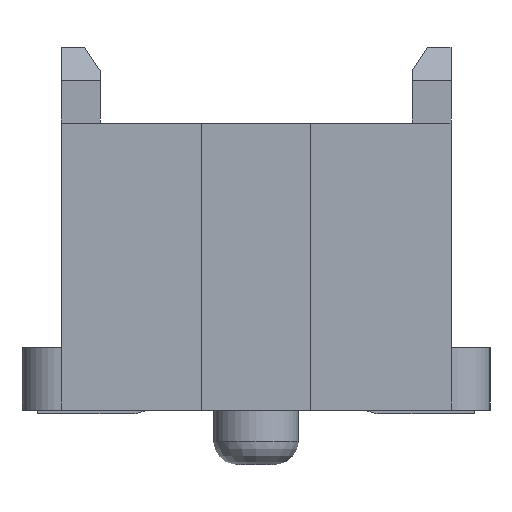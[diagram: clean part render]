
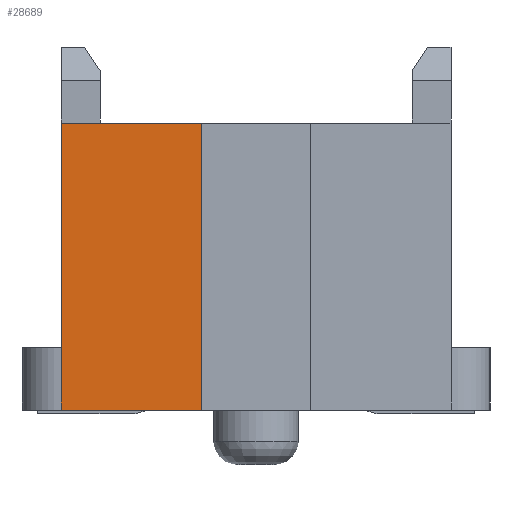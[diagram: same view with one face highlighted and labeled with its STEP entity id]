
A CAD part, left-side view. The second image highlights one B-rep face of the part: STEP entity #28689.
In plain terms, the highlighted planar face has unit normal (-1, 0, 0).
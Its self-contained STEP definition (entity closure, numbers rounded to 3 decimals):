
#28575 = EDGE_CURVE('',#28576,#28578,#28580,.T.);
#28576 = VERTEX_POINT('',#28577);
#28577 = CARTESIAN_POINT('',(-22.9,2.5,0.05));
#28578 = VERTEX_POINT('',#28579);
#28579 = CARTESIAN_POINT('',(-22.9,0.7,0.05));
#28580 = LINE('',#28581,#28582);
#28581 = CARTESIAN_POINT('',(-22.9,2.5,0.05));
#28582 = VECTOR('',#28583,1.);
#28583 = DIRECTION('',(-0.,-1.,-0.));
#28689 = ADVANCED_FACE('',(#28690),#28723,.T.);
#28690 = FACE_BOUND('',#28691,.F.);
#28691 = EDGE_LOOP('',(#28692,#28702,#28708,#28709,#28717));
#28692 = ORIENTED_EDGE('',*,*,#28693,.F.);
#28693 = EDGE_CURVE('',#28694,#28696,#28698,.T.);
#28694 = VERTEX_POINT('',#28695);
#28695 = CARTESIAN_POINT('',(-22.9,0.7,3.73));
#28696 = VERTEX_POINT('',#28697);
#28697 = CARTESIAN_POINT('',(-22.9,2.5,3.73));
#28698 = LINE('',#28699,#28700);
#28699 = CARTESIAN_POINT('',(-22.9,-2.5,3.73));
#28700 = VECTOR('',#28701,1.);
#28701 = DIRECTION('',(0.,1.,0.));
#28702 = ORIENTED_EDGE('',*,*,#28703,.T.);
#28703 = EDGE_CURVE('',#28694,#28578,#28704,.T.);
#28704 = LINE('',#28705,#28706);
#28705 = CARTESIAN_POINT('',(-22.9,0.7,3.73));
#28706 = VECTOR('',#28707,1.);
#28707 = DIRECTION('',(0.,0.,-1.));
#28708 = ORIENTED_EDGE('',*,*,#28575,.F.);
#28709 = ORIENTED_EDGE('',*,*,#28710,.T.);
#28710 = EDGE_CURVE('',#28576,#28711,#28713,.T.);
#28711 = VERTEX_POINT('',#28712);
#28712 = CARTESIAN_POINT('',(-22.9,2.5,0.85));
#28713 = LINE('',#28714,#28715);
#28714 = CARTESIAN_POINT('',(-22.9,2.5,0.05));
#28715 = VECTOR('',#28716,1.);
#28716 = DIRECTION('',(0.,0.,1.));
#28717 = ORIENTED_EDGE('',*,*,#28718,.T.);
#28718 = EDGE_CURVE('',#28711,#28696,#28719,.T.);
#28719 = LINE('',#28720,#28721);
#28720 = CARTESIAN_POINT('',(-22.9,2.5,0.05));
#28721 = VECTOR('',#28722,1.);
#28722 = DIRECTION('',(0.,0.,1.));
#28723 = PLANE('',#28724);
#28724 = AXIS2_PLACEMENT_3D('',#28725,#28726,#28727);
#28725 = CARTESIAN_POINT('',(-22.9,-2.5,0.85));
#28726 = DIRECTION('',(-1.,-0.,-0.));
#28727 = DIRECTION('',(0.,0.,-1.));
